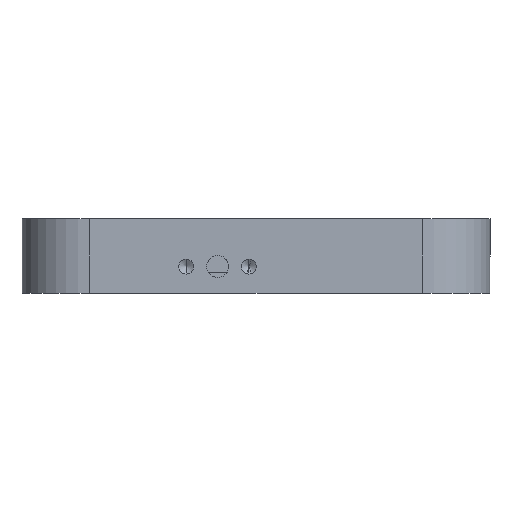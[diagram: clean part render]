
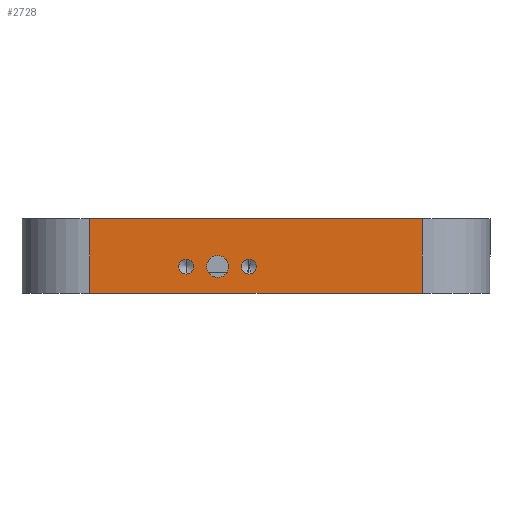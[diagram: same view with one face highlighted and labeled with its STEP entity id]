
A CAD part, left-side view. The second image highlights one B-rep face of the part: STEP entity #2728.
In plain terms, the highlighted planar face has unit normal (-1, 0, 0).
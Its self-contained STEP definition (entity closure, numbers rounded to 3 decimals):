
#7 = CARTESIAN_POINT ( 'NONE',  ( -13.2, 40., 5.198 ) ) ;
#26 = CARTESIAN_POINT ( 'NONE',  ( -13.2, 33.884, 6.628 ) ) ;
#53 = DIRECTION ( 'NONE',  ( -1., 0., 0. ) ) ;
#289 = ORIENTED_EDGE ( 'NONE', *, *, #2677, .F. ) ;
#401 = EDGE_CURVE ( 'NONE', #2433, #2809, #2114, .T. ) ;
#418 = EDGE_CURVE ( 'NONE', #4932, #3467, #599, .T. ) ;
#444 = LINE ( 'NONE', #3342, #3509 ) ;
#450 = DIRECTION ( 'NONE',  ( 0., 0., 1. ) ) ;
#491 = ORIENTED_EDGE ( 'NONE', *, *, #2132, .T. ) ;
#599 = CIRCLE ( 'NONE', #1320, 2.15 ) ;
#658 = ORIENTED_EDGE ( 'NONE', *, *, #1247, .T. ) ;
#697 = CARTESIAN_POINT ( 'NONE',  ( -13.2, 46.124, 6.628 ) ) ;
#710 = DIRECTION ( 'NONE',  ( -1., 0., 0. ) ) ;
#750 = CIRCLE ( 'NONE', #1363, 1.45 ) ;
#800 = CARTESIAN_POINT ( 'NONE',  ( -13.2, 65., 4. ) ) ;
#857 = CARTESIAN_POINT ( 'NONE',  ( -13.2, 46.124, 5.178 ) ) ;
#878 = EDGE_CURVE ( 'NONE', #4029, #5040, #4666, .T. ) ;
#990 = AXIS2_PLACEMENT_3D ( 'NONE', #3560, #53, #5310 ) ;
#1011 = DIRECTION ( 'NONE',  ( -1., 0., 0. ) ) ;
#1053 = EDGE_CURVE ( 'NONE', #5040, #4029, #1075, .T. ) ;
#1075 = CIRCLE ( 'NONE', #990, 1.45 ) ;
#1171 = CARTESIAN_POINT ( 'NONE',  ( -13.2, 0., 0. ) ) ;
#1176 = AXIS2_PLACEMENT_3D ( 'NONE', #4856, #1011, #2715 ) ;
#1247 = EDGE_CURVE ( 'NONE', #4957, #2809, #1986, .T. ) ;
#1263 = VECTOR ( 'NONE', #1266, 1000. ) ;
#1266 = DIRECTION ( 'NONE',  ( 0., 0., -1. ) ) ;
#1320 = AXIS2_PLACEMENT_3D ( 'NONE', #7, #3033, #1726 ) ;
#1360 = AXIS2_PLACEMENT_3D ( 'NONE', #3949, #2732, #3049 ) ;
#1363 = AXIS2_PLACEMENT_3D ( 'NONE', #3721, #4918, #3272 ) ;
#1397 = ORIENTED_EDGE ( 'NONE', *, *, #401, .F. ) ;
#1506 = CARTESIAN_POINT ( 'NONE',  ( -13.2, 0., 0. ) ) ;
#1586 = EDGE_LOOP ( 'NONE', ( #2588, #5192 ) ) ;
#1726 = DIRECTION ( 'NONE',  ( 0., 0., -1. ) ) ;
#1794 = FACE_BOUND ( 'NONE', #5062, .T. ) ;
#1954 = VERTEX_POINT ( 'NONE', #2671 ) ;
#1986 = LINE ( 'NONE', #1506, #3038 ) ;
#2062 = AXIS2_PLACEMENT_3D ( 'NONE', #857, #4302, #450 ) ;
#2095 = CIRCLE ( 'NONE', #2798, 2.15 ) ;
#2114 = LINE ( 'NONE', #3832, #5264 ) ;
#2132 = EDGE_CURVE ( 'NONE', #1954, #4957, #4640, .T. ) ;
#2259 = VERTEX_POINT ( 'NONE', #3406 ) ;
#2263 = FACE_BOUND ( 'NONE', #1586, .T. ) ;
#2408 = EDGE_CURVE ( 'NONE', #2259, #5447, #2429, .T. ) ;
#2429 = CIRCLE ( 'NONE', #1176, 1.45 ) ;
#2433 = VERTEX_POINT ( 'NONE', #5344 ) ;
#2490 = DIRECTION ( 'NONE',  ( 0., -1., 0. ) ) ;
#2588 = ORIENTED_EDGE ( 'NONE', *, *, #878, .F. ) ;
#2671 = CARTESIAN_POINT ( 'NONE',  ( -13.2, 65., 14.5 ) ) ;
#2677 = EDGE_CURVE ( 'NONE', #1954, #2433, #444, .T. ) ;
#2715 = DIRECTION ( 'NONE',  ( 0., 0., 1. ) ) ;
#2722 = EDGE_LOOP ( 'NONE', ( #658, #1397, #289, #491 ) ) ;
#2728 = ADVANCED_FACE ( 'NONE', ( #2263, #5219, #5249, #1794 ), #4847, .F. ) ;
#2732 = DIRECTION ( 'NONE',  ( 1., 0., 0. ) ) ;
#2798 = AXIS2_PLACEMENT_3D ( 'NONE', #2894, #710, #4613 ) ;
#2809 = VERTEX_POINT ( 'NONE', #1171 ) ;
#2840 = ORIENTED_EDGE ( 'NONE', *, *, #3184, .F. ) ;
#2894 = CARTESIAN_POINT ( 'NONE',  ( -13.2, 40., 5.198 ) ) ;
#2980 = DIRECTION ( 'NONE',  ( 0., 0., -1. ) ) ;
#3033 = DIRECTION ( 'NONE',  ( -1., 0., 0. ) ) ;
#3038 = VECTOR ( 'NONE', #5459, 1000. ) ;
#3049 = DIRECTION ( 'NONE',  ( 0., 0., -1. ) ) ;
#3184 = EDGE_CURVE ( 'NONE', #5447, #2259, #750, .T. ) ;
#3272 = DIRECTION ( 'NONE',  ( 0., 0., 1. ) ) ;
#3342 = CARTESIAN_POINT ( 'NONE',  ( -13.2, 0., 14.5 ) ) ;
#3406 = CARTESIAN_POINT ( 'NONE',  ( -13.2, 33.884, 3.728 ) ) ;
#3436 = CARTESIAN_POINT ( 'NONE',  ( -13.2, 37.85, 5.198 ) ) ;
#3467 = VERTEX_POINT ( 'NONE', #3436 ) ;
#3509 = VECTOR ( 'NONE', #2490, 1000. ) ;
#3560 = CARTESIAN_POINT ( 'NONE',  ( -13.2, 46.124, 5.178 ) ) ;
#3654 = ORIENTED_EDGE ( 'NONE', *, *, #3811, .F. ) ;
#3721 = CARTESIAN_POINT ( 'NONE',  ( -13.2, 33.884, 5.178 ) ) ;
#3811 = EDGE_CURVE ( 'NONE', #3467, #4932, #2095, .T. ) ;
#3832 = CARTESIAN_POINT ( 'NONE',  ( -13.2, 0., 4. ) ) ;
#3949 = CARTESIAN_POINT ( 'NONE',  ( -13.2, 0., 4. ) ) ;
#3999 = CARTESIAN_POINT ( 'NONE',  ( -13.2, 42.15, 5.198 ) ) ;
#4029 = VERTEX_POINT ( 'NONE', #697 ) ;
#4271 = ORIENTED_EDGE ( 'NONE', *, *, #418, .F. ) ;
#4302 = DIRECTION ( 'NONE',  ( -1., 0., 0. ) ) ;
#4512 = EDGE_LOOP ( 'NONE', ( #3654, #4271 ) ) ;
#4613 = DIRECTION ( 'NONE',  ( 0., 0., -1. ) ) ;
#4630 = ORIENTED_EDGE ( 'NONE', *, *, #2408, .F. ) ;
#4640 = LINE ( 'NONE', #800, #1263 ) ;
#4666 = CIRCLE ( 'NONE', #2062, 1.45 ) ;
#4672 = CARTESIAN_POINT ( 'NONE',  ( -13.2, 65., 0. ) ) ;
#4847 = PLANE ( 'NONE',  #1360 ) ;
#4856 = CARTESIAN_POINT ( 'NONE',  ( -13.2, 33.884, 5.178 ) ) ;
#4918 = DIRECTION ( 'NONE',  ( -1., 0., 0. ) ) ;
#4932 = VERTEX_POINT ( 'NONE', #3999 ) ;
#4957 = VERTEX_POINT ( 'NONE', #4672 ) ;
#5040 = VERTEX_POINT ( 'NONE', #5157 ) ;
#5062 = EDGE_LOOP ( 'NONE', ( #2840, #4630 ) ) ;
#5157 = CARTESIAN_POINT ( 'NONE',  ( -13.2, 46.124, 3.728 ) ) ;
#5192 = ORIENTED_EDGE ( 'NONE', *, *, #1053, .F. ) ;
#5219 = FACE_BOUND ( 'NONE', #4512, .T. ) ;
#5249 = FACE_OUTER_BOUND ( 'NONE', #2722, .T. ) ;
#5264 = VECTOR ( 'NONE', #2980, 1000. ) ;
#5310 = DIRECTION ( 'NONE',  ( 0., 0., 1. ) ) ;
#5344 = CARTESIAN_POINT ( 'NONE',  ( -13.2, 0., 14.5 ) ) ;
#5447 = VERTEX_POINT ( 'NONE', #26 ) ;
#5459 = DIRECTION ( 'NONE',  ( 0., -1., 0. ) ) ;
